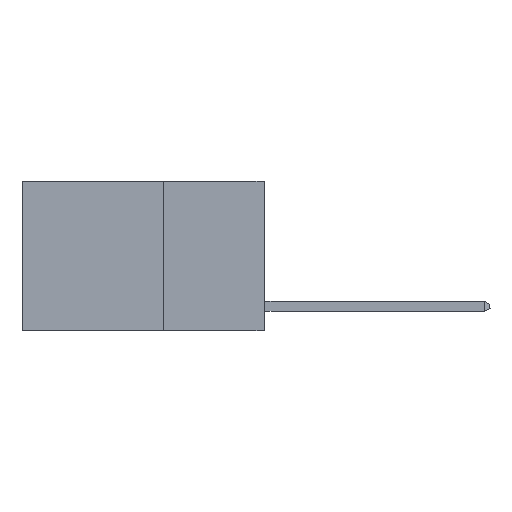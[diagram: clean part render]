
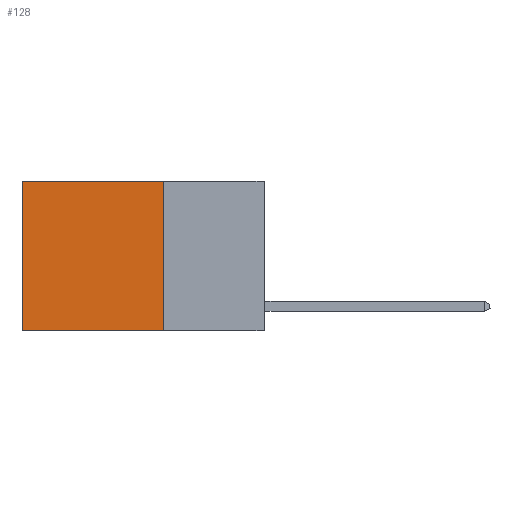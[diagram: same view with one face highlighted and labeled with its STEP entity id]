
A CAD part, left-side view. The second image highlights one B-rep face of the part: STEP entity #128.
In plain terms, the highlighted planar face has unit normal (-1, 0, 0).
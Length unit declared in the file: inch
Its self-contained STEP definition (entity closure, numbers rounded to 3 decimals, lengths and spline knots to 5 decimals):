
#128 = ADVANCED_FACE ( 'NONE', ( #12351 ), #13969, .F. ) ;
#350 = AXIS2_PLACEMENT_3D ( 'NONE', #7530, #13852, #20378 ) ;
#396 = CARTESIAN_POINT ( 'NONE',  ( 0.2625, 0.25, 0. ) ) ;
#1692 = VECTOR ( 'NONE', #13502, 39.37008 ) ;
#1915 = ORIENTED_EDGE ( 'NONE', *, *, #18739, .F. ) ;
#1982 = VERTEX_POINT ( 'NONE', #396 ) ;
#2348 = ORIENTED_EDGE ( 'NONE', *, *, #15124, .T. ) ;
#3562 = CARTESIAN_POINT ( 'NONE',  ( 0.2625, 0.25, -0.37 ) ) ;
#6494 = VECTOR ( 'NONE', #9466, 39.37008 ) ;
#7530 = CARTESIAN_POINT ( 'NONE',  ( 0.2625, 0.25, 0. ) ) ;
#9150 = LINE ( 'NONE', #11049, #6494 ) ;
#9466 = DIRECTION ( 'NONE',  ( 0., 0., -1. ) ) ;
#10398 = VECTOR ( 'NONE', #13649, 39.37008 ) ;
#11049 = CARTESIAN_POINT ( 'NONE',  ( 0.2625, 0.6, 0. ) ) ;
#12008 = CARTESIAN_POINT ( 'NONE',  ( 0.2625, 0.6, 0. ) ) ;
#12113 = VECTOR ( 'NONE', #20696, 39.37008 ) ;
#12351 = FACE_OUTER_BOUND ( 'NONE', #19255, .T. ) ;
#12457 = LINE ( 'NONE', #19207, #12113 ) ;
#12970 = VERTEX_POINT ( 'NONE', #12008 ) ;
#13337 = LINE ( 'NONE', #3562, #10398 ) ;
#13502 = DIRECTION ( 'NONE',  ( 0., 1., 0. ) ) ;
#13649 = DIRECTION ( 'NONE',  ( 0., 1., 0. ) ) ;
#13852 = DIRECTION ( 'NONE',  ( 1., 0., 0. ) ) ;
#13969 = PLANE ( 'NONE',  #350 ) ;
#15124 = EDGE_CURVE ( 'NONE', #1982, #12970, #18227, .T. ) ;
#15149 = CARTESIAN_POINT ( 'NONE',  ( 0.2625, 0.25, -0.37 ) ) ;
#15285 = CARTESIAN_POINT ( 'NONE',  ( 0.2625, 0.6, -0.37 ) ) ;
#15299 = ORIENTED_EDGE ( 'NONE', *, *, #20143, .F. ) ;
#15620 = VERTEX_POINT ( 'NONE', #15285 ) ;
#15717 = EDGE_CURVE ( 'NONE', #12970, #15620, #9150, .T. ) ;
#16012 = VERTEX_POINT ( 'NONE', #15149 ) ;
#16916 = ORIENTED_EDGE ( 'NONE', *, *, #15717, .T. ) ;
#18227 = LINE ( 'NONE', #19718, #1692 ) ;
#18739 = EDGE_CURVE ( 'NONE', #16012, #15620, #13337, .T. ) ;
#19207 = CARTESIAN_POINT ( 'NONE',  ( 0.2625, 0.25, 0. ) ) ;
#19255 = EDGE_LOOP ( 'NONE', ( #16916, #1915, #15299, #2348 ) ) ;
#19718 = CARTESIAN_POINT ( 'NONE',  ( 0.2625, 0.25, 0. ) ) ;
#20143 = EDGE_CURVE ( 'NONE', #1982, #16012, #12457, .T. ) ;
#20378 = DIRECTION ( 'NONE',  ( 0., 0., -1. ) ) ;
#20696 = DIRECTION ( 'NONE',  ( 0., 0., -1. ) ) ;
